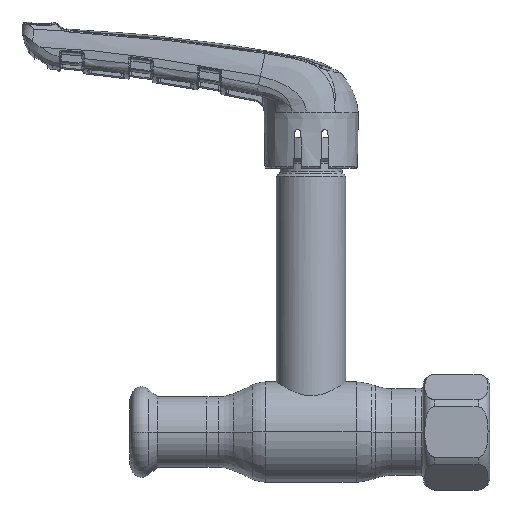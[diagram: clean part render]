
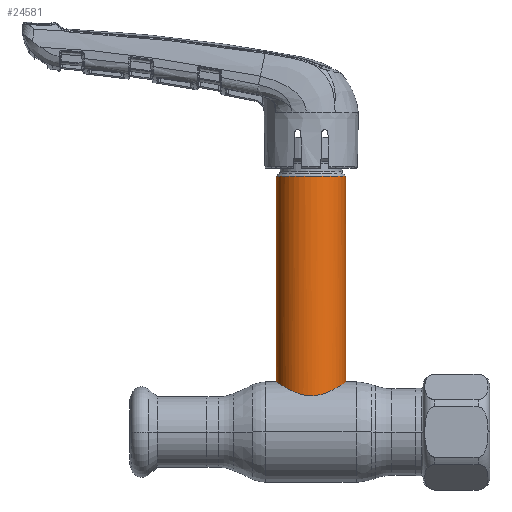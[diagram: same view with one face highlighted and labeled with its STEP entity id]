
A CAD part, top view. The second image highlights one B-rep face of the part: STEP entity #24581.
In plain terms, the highlighted cylindrical face has radius 9 mm (diameter 18 mm), a partial arc.
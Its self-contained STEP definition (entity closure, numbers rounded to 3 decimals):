
#1127 = ORIENTED_EDGE ( 'NONE', *, *, #43414, .T. ) ;
#2559 = CARTESIAN_POINT ( 'NONE',  ( -4.052, 10.206, 8.057 ) ) ;
#2767 = CARTESIAN_POINT ( 'NONE',  ( 2.969, 9.827, 8.516 ) ) ;
#3189 = CARTESIAN_POINT ( 'NONE',  ( -1.227, 9.456, 8.921 ) ) ;
#3290 = CARTESIAN_POINT ( 'NONE',  ( 0., 66.219, 0. ) ) ;
#3470 = VECTOR ( 'NONE', #30040, 1000. ) ;
#7320 = AXIS2_PLACEMENT_3D ( 'NONE', #3290, #17509, #22602 ) ;
#7454 = CARTESIAN_POINT ( 'NONE',  ( -7.11, 11.768, 5.549 ) ) ;
#8096 = CARTESIAN_POINT ( 'NONE',  ( 2.405, 9.667, 8.694 ) ) ;
#8732 = B_SPLINE_CURVE_WITH_KNOTS ( 'NONE', 3,
 ( #31615, #42147, #17201, #13138, #22502, #46403, #32423, #7454, #12325, #47029, #55721, #41298, #2559, #51067, #22085, #60860, #17407, #61266, #3189, #37047, #22295, #31813, #26742, #8096, #2767, #41929, #36636, #56151, #46822, #12527, #51274, #56574, #27575, #52078, #62094, #23113, #48047, #37463, #9299, #47837, #9099, #18222, #62505, #13551 ),
 .UNSPECIFIED., .F., .F.,
 ( 4, 2, 2, 2, 2, 2, 2, 2, 2, 2, 2, 2, 2, 2, 2, 2, 2, 2, 2, 2, 2, 4 ),
 ( 0., 0.002, 0.004, 0.005, 0.007, 0.009, 0.011, 0.012, 0.013, 0.014, 0.015, 0.016, 0.018, 0.019, 0.02, 0.022, 0.024, 0.025, 0.026, 0.027, 0.028, 0.029 ),
 .UNSPECIFIED. ) ;
#9099 = CARTESIAN_POINT ( 'NONE',  ( 8.922, 12.946, 1.22 ) ) ;
#9299 = CARTESIAN_POINT ( 'NONE',  ( 8.691, 12.787, 2.417 ) ) ;
#12325 = CARTESIAN_POINT ( 'NONE',  ( -6.744, 11.549, 5.986 ) ) ;
#12527 = CARTESIAN_POINT ( 'NONE',  ( 5.496, 10.864, 7.15 ) ) ;
#13138 = CARTESIAN_POINT ( 'NONE',  ( -8.694, 12.789, 2.406 ) ) ;
#13551 = CARTESIAN_POINT ( 'NONE',  ( 9., 13., 0. ) ) ;
#16122 = CIRCLE ( 'NONE', #7320, 9. ) ;
#16307 = VERTEX_POINT ( 'NONE', #57329 ) ;
#17201 = CARTESIAN_POINT ( 'NONE',  ( -8.937, 12.956, 1.223 ) ) ;
#17407 = CARTESIAN_POINT ( 'NONE',  ( -2.114, 9.612, 8.753 ) ) ;
#17509 = DIRECTION ( 'NONE',  ( 0., -1., 0. ) ) ;
#17685 = EDGE_LOOP ( 'NONE', ( #35337, #43702, #28814, #1127 ) ) ;
#18222 = CARTESIAN_POINT ( 'NONE',  ( 8.985, 12.989, 0.61 ) ) ;
#22085 = CARTESIAN_POINT ( 'NONE',  ( -2.971, 9.836, 8.501 ) ) ;
#22295 = CARTESIAN_POINT ( 'NONE',  ( -0.308, 9.381, 9. ) ) ;
#22502 = CARTESIAN_POINT ( 'NONE',  ( -8.51, 12.665, 2.988 ) ) ;
#22602 = DIRECTION ( 'NONE',  ( -1., 0., 0. ) ) ;
#22983 = DIRECTION ( 'NONE',  ( 0., -1., 0. ) ) ;
#23113 = CARTESIAN_POINT ( 'NONE',  ( 8.029, 12.347, 4.077 ) ) ;
#24581 = ADVANCED_FACE ( 'NONE', ( #27029 ), #47469, .T. ) ;
#26742 = CARTESIAN_POINT ( 'NONE',  ( 1.215, 9.441, 8.938 ) ) ;
#27029 = FACE_OUTER_BOUND ( 'NONE', #17685, .T. ) ;
#27575 = CARTESIAN_POINT ( 'NONE',  ( 7.112, 11.769, 5.546 ) ) ;
#28259 = EDGE_CURVE ( 'NONE', #42932, #35159, #50467, .T. ) ;
#28814 = ORIENTED_EDGE ( 'NONE', *, *, #28259, .T. ) ;
#30040 = DIRECTION ( 'NONE',  ( 0., -1., 0. ) ) ;
#31615 = CARTESIAN_POINT ( 'NONE',  ( -9., 13., 0. ) ) ;
#31813 = CARTESIAN_POINT ( 'NONE',  ( 0.609, 9.381, 9. ) ) ;
#32423 = CARTESIAN_POINT ( 'NONE',  ( -7.764, 12.174, 4.589 ) ) ;
#33301 = DIRECTION ( 'NONE',  ( -1., 0., 0. ) ) ;
#35159 = VERTEX_POINT ( 'NONE', #53263 ) ;
#35337 = ORIENTED_EDGE ( 'NONE', *, *, #43507, .F. ) ;
#36636 = CARTESIAN_POINT ( 'NONE',  ( 4.041, 10.212, 8.047 ) ) ;
#37047 = CARTESIAN_POINT ( 'NONE',  ( -0.618, 9.396, 8.984 ) ) ;
#37463 = CARTESIAN_POINT ( 'NONE',  ( 8.511, 12.665, 2.987 ) ) ;
#40387 = EDGE_CURVE ( 'NONE', #16307, #42932, #16122, .T. ) ;
#41298 = CARTESIAN_POINT ( 'NONE',  ( -4.552, 10.419, 7.785 ) ) ;
#41929 = CARTESIAN_POINT ( 'NONE',  ( 3.778, 10.11, 8.174 ) ) ;
#42147 = CARTESIAN_POINT ( 'NONE',  ( -9., 13., 0.618 ) ) ;
#42932 = VERTEX_POINT ( 'NONE', #57159 ) ;
#43202 = VECTOR ( 'NONE', #47230, 1000. ) ;
#43414 = EDGE_CURVE ( 'NONE', #35159, #56289, #8732, .T. ) ;
#43507 = EDGE_CURVE ( 'NONE', #16307, #56289, #62938, .T. ) ;
#43702 = ORIENTED_EDGE ( 'NONE', *, *, #40387, .T. ) ;
#46403 = CARTESIAN_POINT ( 'NONE',  ( -8.046, 12.358, 4.075 ) ) ;
#46822 = CARTESIAN_POINT ( 'NONE',  ( 4.79, 10.531, 7.625 ) ) ;
#47029 = CARTESIAN_POINT ( 'NONE',  ( -5.938, 11.097, 6.787 ) ) ;
#47230 = DIRECTION ( 'NONE',  ( 0., -1., 0. ) ) ;
#47469 = CYLINDRICAL_SURFACE ( 'NONE', #50372, 9. ) ;
#47837 = CARTESIAN_POINT ( 'NONE',  ( 8.875, 12.914, 1.525 ) ) ;
#48047 = CARTESIAN_POINT ( 'NONE',  ( 8.159, 12.433, 3.81 ) ) ;
#50315 = CARTESIAN_POINT ( 'NONE',  ( -9., 0., 0. ) ) ;
#50372 = AXIS2_PLACEMENT_3D ( 'NONE', #57488, #22983, #33301 ) ;
#50467 = LINE ( 'NONE', #50315, #3470 ) ;
#51067 = CARTESIAN_POINT ( 'NONE',  ( -3.249, 9.924, 8.398 ) ) ;
#51274 = CARTESIAN_POINT ( 'NONE',  ( 5.933, 11.095, 6.791 ) ) ;
#52078 = CARTESIAN_POINT ( 'NONE',  ( 7.597, 12.07, 4.835 ) ) ;
#53263 = CARTESIAN_POINT ( 'NONE',  ( -9., 13., 0. ) ) ;
#55721 = CARTESIAN_POINT ( 'NONE',  ( -5.494, 10.863, 7.151 ) ) ;
#56151 = CARTESIAN_POINT ( 'NONE',  ( 4.547, 10.422, 7.772 ) ) ;
#56289 = VERTEX_POINT ( 'NONE', #57759 ) ;
#56574 = CARTESIAN_POINT ( 'NONE',  ( 6.747, 11.55, 5.984 ) ) ;
#57159 = CARTESIAN_POINT ( 'NONE',  ( -9., 66.219, 0. ) ) ;
#57329 = CARTESIAN_POINT ( 'NONE',  ( 9., 66.219, 0. ) ) ;
#57488 = CARTESIAN_POINT ( 'NONE',  ( 0., 0., 0. ) ) ;
#57759 = CARTESIAN_POINT ( 'NONE',  ( 9., 13., 0. ) ) ;
#60860 = CARTESIAN_POINT ( 'NONE',  ( -2.403, 9.68, 8.678 ) ) ;
#61266 = CARTESIAN_POINT ( 'NONE',  ( -1.526, 9.5, 8.875 ) ) ;
#61895 = CARTESIAN_POINT ( 'NONE',  ( 9., 0., 0. ) ) ;
#62094 = CARTESIAN_POINT ( 'NONE',  ( 7.748, 12.166, 4.589 ) ) ;
#62505 = CARTESIAN_POINT ( 'NONE',  ( 9., 13., 0.305 ) ) ;
#62938 = LINE ( 'NONE', #61895, #43202 ) ;
